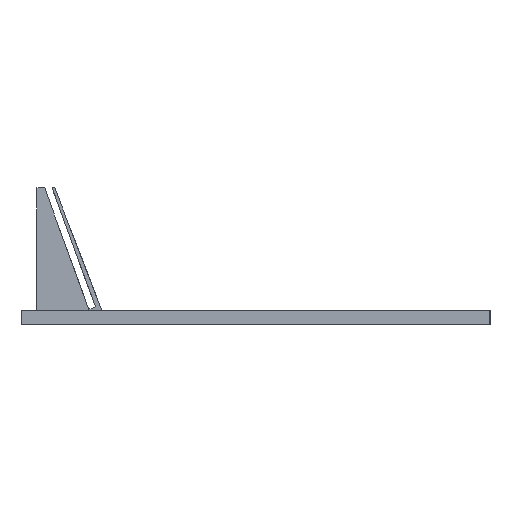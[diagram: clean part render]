
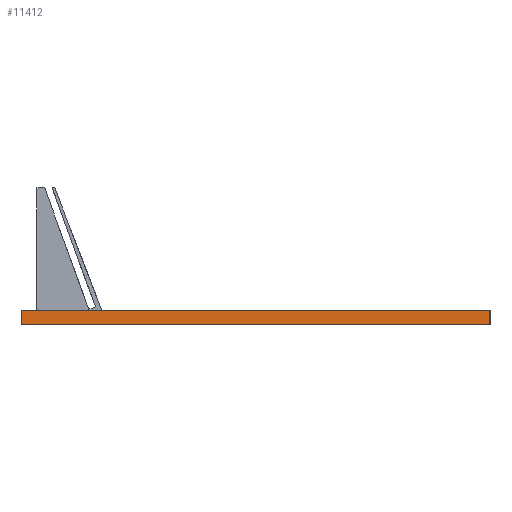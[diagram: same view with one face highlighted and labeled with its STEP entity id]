
A CAD part, left-side view. The second image highlights one B-rep face of the part: STEP entity #11412.
In plain terms, the highlighted planar face has unit normal (-1, 0, 0).
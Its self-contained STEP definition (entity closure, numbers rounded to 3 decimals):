
#3532=ORIENTED_EDGE('',*,*,#4118,.F.);
#3533=ORIENTED_EDGE('',*,*,#5680,.F.);
#3534=ORIENTED_EDGE('',*,*,#4572,.T.);
#3535=ORIENTED_EDGE('',*,*,#5681,.T.);
#4118=EDGE_CURVE('',#5782,#5783,#6898,.T.);
#4572=EDGE_CURVE('',#6236,#6237,#7132,.T.);
#5680=EDGE_CURVE('',#6236,#5782,#7944,.T.);
#5681=EDGE_CURVE('',#6237,#5783,#7945,.T.);
#5782=VERTEX_POINT('',#15958);
#5783=VERTEX_POINT('',#15960);
#6236=VERTEX_POINT('',#16868);
#6237=VERTEX_POINT('',#16869);
#6898=LINE('',#15959,#8046);
#7132=LINE('',#16867,#8280);
#7944=LINE('',#19031,#9092);
#7945=LINE('',#19032,#9093);
#8046=VECTOR('',#12644,1000.);
#8280=VECTOR('',#13320,1000.);
#9092=VECTOR('',#15612,1000.);
#9093=VECTOR('',#15613,1000.);
#9780=EDGE_LOOP('',(#3532,#3533,#3534,#3535));
#10514=FACE_BOUND('',#9780,.T.);
#10857=PLANE('',#12517);
#11412=ADVANCED_FACE('',(#10514),#10857,.T.);
#12517=AXIS2_PLACEMENT_3D('',#19030,#15610,#15611);
#12644=DIRECTION('',(0.,1.,0.));
#13320=DIRECTION('',(0.,1.,0.));
#15610=DIRECTION('',(-1.,0.,0.));
#15611=DIRECTION('',(0.,-1.,0.));
#15612=DIRECTION('',(0.,0.,-1.));
#15613=DIRECTION('',(0.,0.,-1.));
#15958=CARTESIAN_POINT('',(-162.885,-47.795,0.));
#15959=CARTESIAN_POINT('',(-162.885,2.155,0.));
#15960=CARTESIAN_POINT('',(-162.885,52.105,0.));
#16867=CARTESIAN_POINT('',(-162.885,2.155,3.));
#16868=CARTESIAN_POINT('',(-162.885,-47.795,3.));
#16869=CARTESIAN_POINT('',(-162.885,52.105,3.));
#19030=CARTESIAN_POINT('',(-162.885,2.155,3.));
#19031=CARTESIAN_POINT('',(-162.885,-47.795,3.));
#19032=CARTESIAN_POINT('',(-162.885,52.105,3.));
